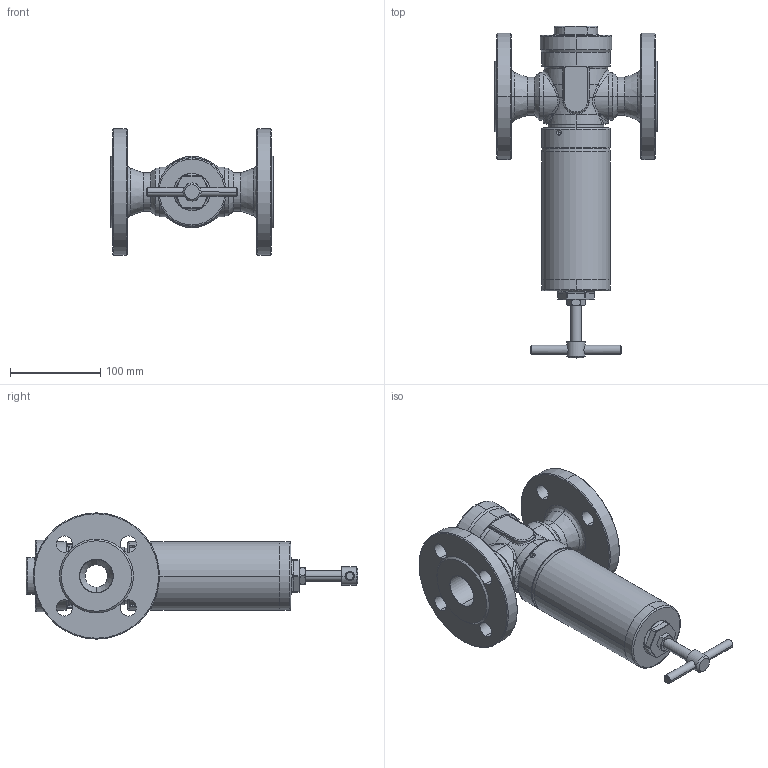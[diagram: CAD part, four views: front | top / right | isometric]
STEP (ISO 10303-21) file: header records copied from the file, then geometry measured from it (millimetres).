
FILE_DESCRIPTION (( 'STEP AP203' ), '1' );
FILE_NAME ('Typ_81-BG_II-D032G.STEP', '2021-01-11T10:34:46', ( '' ), ( '' ), 'SwSTEP 2.0', 'SolidWorks 2016', '' );
FILE_SCHEMA (( 'CONFIG_CONTROL_DESIGN' ));
Length unit declared in the file: millimetre
Products named in the file (1): Typ_81-BG_II-D032G
Bounding box: 180 x 368 x 140 mm (x, y, z)
Volume: 880281 mm3; surface area: 270030.9 mm2
Topology: 9 solids, 9 shells, 486 faces, 1163 edges, 682 vertices
Faces by surface type: cylinder 163, bspline 141, cone 122, plane 60
Entity records: 22156 total; most frequent: CARTESIAN_POINT 11707, ORIENTED_EDGE 2250, DIRECTION 2092, EDGE_CURVE 1125, AXIS2_PLACEMENT_3D 893, VERTEX_POINT 674, CIRCLE 547, EDGE_LOOP 539
